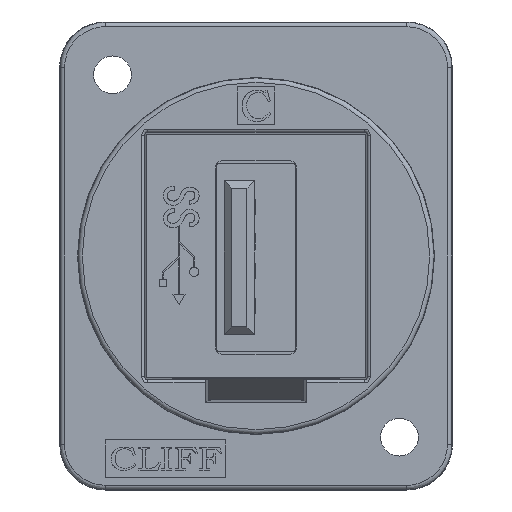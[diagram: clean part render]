
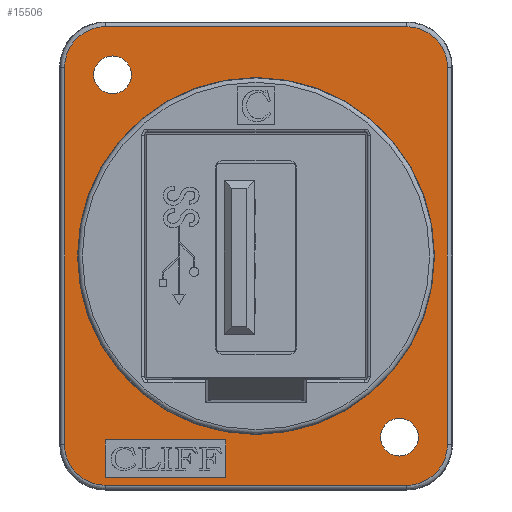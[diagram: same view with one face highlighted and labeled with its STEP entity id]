
A CAD part, front view. The second image highlights one B-rep face of the part: STEP entity #15506.
In plain terms, the highlighted planar face has unit normal (0, -1, 0).
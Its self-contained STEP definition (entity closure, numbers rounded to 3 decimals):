
#177=ELLIPSE('',#16398,2.7,2.7);
#178=ELLIPSE('',#16399,2.7,2.7);
#179=ELLIPSE('',#16400,2.7,2.7);
#180=ELLIPSE('',#16401,2.7,2.7);
#398=FACE_BOUND('',#2155,.T.);
#399=FACE_BOUND('',#2156,.T.);
#400=FACE_BOUND('',#2157,.T.);
#401=FACE_BOUND('',#2158,.T.);
#496=CIRCLE('',#16152,1.25);
#498=CIRCLE('',#16155,1.25);
#516=CIRCLE('',#16200,11.823);
#1369=FACE_OUTER_BOUND('',#2154,.T.);
#2154=EDGE_LOOP('',(#13336,#13337,#13338,#13339,#13340,#13341,#13342,#13343));
#2155=EDGE_LOOP('',(#13344));
#2156=EDGE_LOOP('',(#13345));
#2157=EDGE_LOOP('',(#13346,#13347,#13348,#13349));
#2158=EDGE_LOOP('',(#13350));
#3858=LINE('',#25994,#5592);
#3862=LINE('',#26002,#5596);
#3865=LINE('',#26008,#5599);
#3868=LINE('',#26013,#5602);
#3902=LINE('',#26118,#5636);
#3903=LINE('',#26122,#5637);
#3904=LINE('',#26126,#5638);
#3905=LINE('',#26129,#5639);
#5592=VECTOR('',#19737,2.5);
#5596=VECTOR('',#19743,8.);
#5599=VECTOR('',#19748,2.5);
#5602=VECTOR('',#19753,8.);
#5636=VECTOR('',#19847,24.965);
#5637=VECTOR('',#19850,19.965);
#5638=VECTOR('',#19853,24.965);
#5639=VECTOR('',#19856,19.965);
#6639=VERTEX_POINT('',#23780);
#6641=VERTEX_POINT('',#23786);
#6706=VERTEX_POINT('',#24091);
#7010=VERTEX_POINT('',#25992);
#7011=VERTEX_POINT('',#25993);
#7014=VERTEX_POINT('',#26001);
#7016=VERTEX_POINT('',#26007);
#7043=VERTEX_POINT('',#26114);
#7044=VERTEX_POINT('',#26115);
#7045=VERTEX_POINT('',#26117);
#7046=VERTEX_POINT('',#26119);
#7047=VERTEX_POINT('',#26121);
#7048=VERTEX_POINT('',#26123);
#7049=VERTEX_POINT('',#26125);
#7050=VERTEX_POINT('',#26127);
#8537=EDGE_CURVE('',#6639,#6639,#496,.T.);
#8540=EDGE_CURVE('',#6641,#6641,#498,.T.);
#8625=EDGE_CURVE('',#6706,#6706,#516,.T.);
#9105=EDGE_CURVE('',#7010,#7011,#3858,.T.);
#9109=EDGE_CURVE('',#7014,#7010,#3862,.T.);
#9112=EDGE_CURVE('',#7016,#7014,#3865,.T.);
#9115=EDGE_CURVE('',#7011,#7016,#3868,.T.);
#9162=EDGE_CURVE('',#7043,#7044,#177,.T.);
#9163=EDGE_CURVE('',#7045,#7043,#3902,.T.);
#9164=EDGE_CURVE('',#7046,#7045,#178,.T.);
#9165=EDGE_CURVE('',#7047,#7046,#3903,.T.);
#9166=EDGE_CURVE('',#7048,#7047,#179,.T.);
#9167=EDGE_CURVE('',#7049,#7048,#3904,.T.);
#9168=EDGE_CURVE('',#7050,#7049,#180,.T.);
#9169=EDGE_CURVE('',#7044,#7050,#3905,.T.);
#13336=ORIENTED_EDGE('',*,*,#9162,.F.);
#13337=ORIENTED_EDGE('',*,*,#9163,.F.);
#13338=ORIENTED_EDGE('',*,*,#9164,.F.);
#13339=ORIENTED_EDGE('',*,*,#9165,.F.);
#13340=ORIENTED_EDGE('',*,*,#9166,.F.);
#13341=ORIENTED_EDGE('',*,*,#9167,.F.);
#13342=ORIENTED_EDGE('',*,*,#9168,.F.);
#13343=ORIENTED_EDGE('',*,*,#9169,.F.);
#13344=ORIENTED_EDGE('',*,*,#8537,.T.);
#13345=ORIENTED_EDGE('',*,*,#8540,.T.);
#13346=ORIENTED_EDGE('',*,*,#9105,.T.);
#13347=ORIENTED_EDGE('',*,*,#9115,.T.);
#13348=ORIENTED_EDGE('',*,*,#9112,.T.);
#13349=ORIENTED_EDGE('',*,*,#9109,.T.);
#13350=ORIENTED_EDGE('',*,*,#8625,.T.);
#14024=PLANE('',#16397);
#15506=ADVANCED_FACE('',(#1369,#398,#399,#400,#401),#14024,.T.);
#16152=AXIS2_PLACEMENT_3D('',#23781,#18920,#18921);
#16155=AXIS2_PLACEMENT_3D('',#23787,#18927,#18928);
#16200=AXIS2_PLACEMENT_3D('',#24092,#19066,#19067);
#16397=AXIS2_PLACEMENT_3D('',#26113,#19843,#19844);
#16398=AXIS2_PLACEMENT_3D('',#26116,#19845,#19846);
#16399=AXIS2_PLACEMENT_3D('',#26120,#19848,#19849);
#16400=AXIS2_PLACEMENT_3D('',#26124,#19851,#19852);
#16401=AXIS2_PLACEMENT_3D('',#26128,#19854,#19855);
#18920=DIRECTION('center_axis',(0.,1.,0.));
#18921=DIRECTION('ref_axis',(-1.,0.,0.));
#18927=DIRECTION('center_axis',(0.,1.,0.));
#18928=DIRECTION('ref_axis',(-1.,0.,0.));
#19066=DIRECTION('center_axis',(0.,1.,0.));
#19067=DIRECTION('ref_axis',(-1.,0.,0.));
#19737=DIRECTION('',(0.,0.,1.));
#19743=DIRECTION('',(-1.,0.,0.));
#19748=DIRECTION('',(0.,0.,-1.));
#19753=DIRECTION('',(1.,0.,0.));
#19843=DIRECTION('center_axis',(0.,-1.,0.));
#19844=DIRECTION('ref_axis',(1.,0.,0.));
#19845=DIRECTION('center_axis',(0.,1.,0.));
#19846=DIRECTION('ref_axis',(-0.707,0.,0.707));
#19847=DIRECTION('',(0.,0.,1.));
#19848=DIRECTION('center_axis',(0.,1.,0.));
#19849=DIRECTION('ref_axis',(-0.707,0.,-0.707));
#19850=DIRECTION('',(-1.,0.,0.));
#19851=DIRECTION('center_axis',(0.,1.,0.));
#19852=DIRECTION('ref_axis',(0.707,0.,-0.707));
#19853=DIRECTION('',(0.,0.,-1.));
#19854=DIRECTION('center_axis',(0.,1.,0.));
#19855=DIRECTION('ref_axis',(0.707,0.,0.707));
#19856=DIRECTION('',(1.,0.,0.));
#23780=CARTESIAN_POINT('',(-8.25,2.8,12.));
#23781=CARTESIAN_POINT('Origin',(-9.5,2.8,12.));
#23786=CARTESIAN_POINT('',(10.75,2.8,-12.));
#23787=CARTESIAN_POINT('Origin',(9.5,2.8,-12.));
#24091=CARTESIAN_POINT('',(11.823,2.8,0.));
#24092=CARTESIAN_POINT('Origin',(0.,2.8,0.));
#25992=CARTESIAN_POINT('',(-10.,2.8,-14.683));
#25993=CARTESIAN_POINT('',(-10.,2.8,-12.183));
#25994=CARTESIAN_POINT('',(-10.,2.8,-7.341));
#26001=CARTESIAN_POINT('',(-2.,2.8,-14.683));
#26002=CARTESIAN_POINT('',(-1.,2.8,-14.683));
#26007=CARTESIAN_POINT('',(-2.,2.8,-12.183));
#26008=CARTESIAN_POINT('',(-2.,2.8,-6.091));
#26013=CARTESIAN_POINT('',(-5.,2.8,-12.183));
#26113=CARTESIAN_POINT('Origin',(0.,2.8,0.));
#26114=CARTESIAN_POINT('',(-12.683,2.8,12.483));
#26115=CARTESIAN_POINT('',(-9.983,2.8,15.183));
#26116=CARTESIAN_POINT('Origin',(-9.982,2.8,12.482));
#26117=CARTESIAN_POINT('',(-12.683,2.8,-12.483));
#26118=CARTESIAN_POINT('',(-12.683,2.8,-7.75));
#26119=CARTESIAN_POINT('',(-9.983,2.8,-15.183));
#26120=CARTESIAN_POINT('Origin',(-9.982,2.8,-12.482));
#26121=CARTESIAN_POINT('',(9.983,2.8,-15.183));
#26122=CARTESIAN_POINT('',(6.5,2.8,-15.183));
#26123=CARTESIAN_POINT('',(12.683,2.8,-12.483));
#26124=CARTESIAN_POINT('Origin',(9.982,2.8,-12.482));
#26125=CARTESIAN_POINT('',(12.683,2.8,12.483));
#26126=CARTESIAN_POINT('',(12.683,2.8,7.75));
#26127=CARTESIAN_POINT('',(9.983,2.8,15.183));
#26128=CARTESIAN_POINT('Origin',(9.982,2.8,12.482));
#26129=CARTESIAN_POINT('',(-6.5,2.8,15.183));
